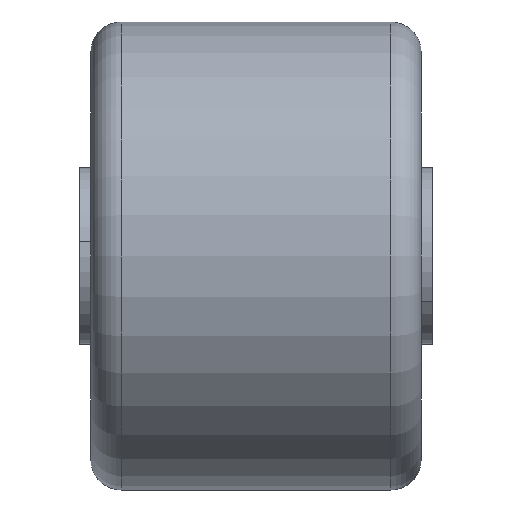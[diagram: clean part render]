
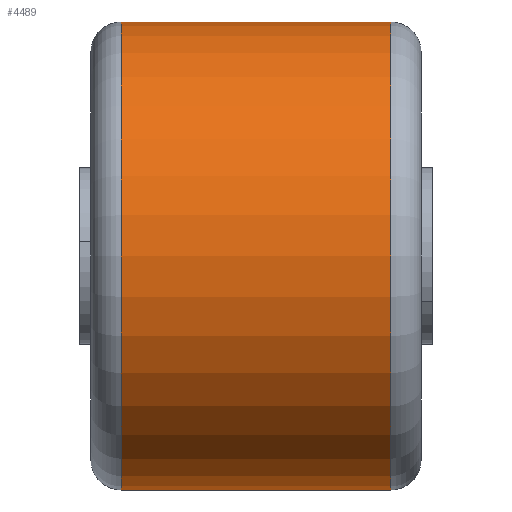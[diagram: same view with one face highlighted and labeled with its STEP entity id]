
A CAD part, front view. The second image highlights one B-rep face of the part: STEP entity #4489.
In plain terms, the highlighted cylindrical face has radius 42.5 mm (diameter 85 mm), a partial arc.
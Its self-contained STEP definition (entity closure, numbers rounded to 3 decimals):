
#86 = EDGE_LOOP ( 'NONE', ( #2242, #987, #2965, #4906 ) ) ;
#89 = VERTEX_POINT ( 'NONE', #4640 ) ;
#185 = CARTESIAN_POINT ( 'NONE',  ( -57.637, 0., 181.542 ) ) ;
#572 = LINE ( 'NONE', #5303, #2773 ) ;
#656 = CARTESIAN_POINT ( 'NONE',  ( 24.5, 0., 181.542 ) ) ;
#740 = CARTESIAN_POINT ( 'NONE',  ( -24.5, 0., 139.042 ) ) ;
#987 = ORIENTED_EDGE ( 'NONE', *, *, #2079, .T. ) ;
#1197 = AXIS2_PLACEMENT_3D ( 'NONE', #2984, #2485, #1282 ) ;
#1257 = DIRECTION ( 'NONE',  ( -1., 0., 0. ) ) ;
#1282 = DIRECTION ( 'NONE',  ( 0., 0., -1. ) ) ;
#1465 = CYLINDRICAL_SURFACE ( 'NONE', #1597, 42.5 ) ;
#1597 = AXIS2_PLACEMENT_3D ( 'NONE', #185, #2327, #1903 ) ;
#1806 = EDGE_CURVE ( 'NONE', #1933, #3517, #5089, .T. ) ;
#1903 = DIRECTION ( 'NONE',  ( 0., 0., 1. ) ) ;
#1933 = VERTEX_POINT ( 'NONE', #3830 ) ;
#2079 = EDGE_CURVE ( 'NONE', #1933, #3667, #4914, .T. ) ;
#2117 = EDGE_CURVE ( 'NONE', #3667, #89, #572, .T. ) ;
#2242 = ORIENTED_EDGE ( 'NONE', *, *, #1806, .F. ) ;
#2278 = DIRECTION ( 'NONE',  ( -1., 0., 0. ) ) ;
#2327 = DIRECTION ( 'NONE',  ( -1., 0., 0. ) ) ;
#2373 = DIRECTION ( 'NONE',  ( -1., 0., 0. ) ) ;
#2485 = DIRECTION ( 'NONE',  ( 1., 0., 0. ) ) ;
#2678 = EDGE_CURVE ( 'NONE', #89, #3517, #5223, .T. ) ;
#2773 = VECTOR ( 'NONE', #2278, 1000. ) ;
#2940 = CARTESIAN_POINT ( 'NONE',  ( -57.637, 0., 139.042 ) ) ;
#2965 = ORIENTED_EDGE ( 'NONE', *, *, #2117, .T. ) ;
#2984 = CARTESIAN_POINT ( 'NONE',  ( -24.5, 0., 181.542 ) ) ;
#3132 = DIRECTION ( 'NONE',  ( 0., 0., 1. ) ) ;
#3404 = VECTOR ( 'NONE', #1257, 1000. ) ;
#3517 = VERTEX_POINT ( 'NONE', #740 ) ;
#3667 = VERTEX_POINT ( 'NONE', #3836 ) ;
#3830 = CARTESIAN_POINT ( 'NONE',  ( 24.5, 0., 139.042 ) ) ;
#3836 = CARTESIAN_POINT ( 'NONE',  ( 24.5, 0., 224.042 ) ) ;
#4489 = ADVANCED_FACE ( 'NONE', ( #5262 ), #1465, .T. ) ;
#4640 = CARTESIAN_POINT ( 'NONE',  ( -24.5, 0., 224.042 ) ) ;
#4906 = ORIENTED_EDGE ( 'NONE', *, *, #2678, .T. ) ;
#4914 = CIRCLE ( 'NONE', #5518, 42.5 ) ;
#5089 = LINE ( 'NONE', #2940, #3404 ) ;
#5223 = CIRCLE ( 'NONE', #1197, 42.5 ) ;
#5262 = FACE_OUTER_BOUND ( 'NONE', #86, .T. ) ;
#5303 = CARTESIAN_POINT ( 'NONE',  ( -57.637, 0., 224.042 ) ) ;
#5518 = AXIS2_PLACEMENT_3D ( 'NONE', #656, #2373, #3132 ) ;
